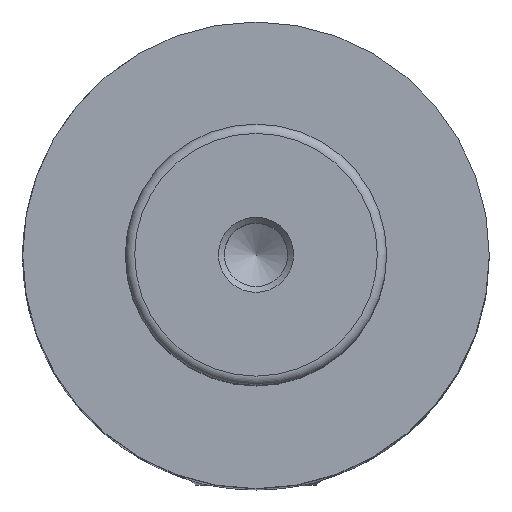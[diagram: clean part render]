
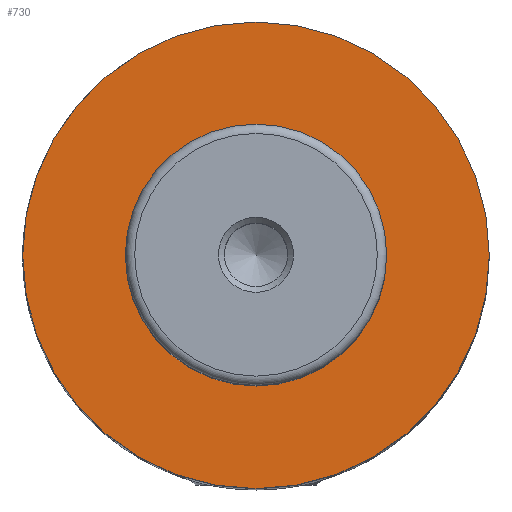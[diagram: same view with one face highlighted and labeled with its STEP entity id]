
A CAD part, top view. The second image highlights one B-rep face of the part: STEP entity #730.
In plain terms, the highlighted planar face has unit normal (0, 0, 1).
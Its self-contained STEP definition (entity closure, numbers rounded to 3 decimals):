
#18=FACE_BOUND('',#236,.T.);
#24=PLANE('',#839);
#192=FACE_OUTER_BOUND('',#235,.T.);
#235=EDGE_LOOP('',(#618,#619));
#236=EDGE_LOOP('',(#620,#621));
#302=CIRCLE('',#829,14.);
#303=CIRCLE('',#830,14.);
#304=CIRCLE('',#832,25.);
#305=CIRCLE('',#833,25.);
#355=VERTEX_POINT('',#1293);
#356=VERTEX_POINT('',#1294);
#357=VERTEX_POINT('',#1299);
#358=VERTEX_POINT('',#1301);
#446=EDGE_CURVE('',#355,#356,#302,.T.);
#447=EDGE_CURVE('',#356,#355,#303,.T.);
#450=EDGE_CURVE('',#357,#358,#304,.T.);
#451=EDGE_CURVE('',#358,#357,#305,.T.);
#618=ORIENTED_EDGE('',*,*,#451,.F.);
#619=ORIENTED_EDGE('',*,*,#450,.F.);
#620=ORIENTED_EDGE('',*,*,#446,.T.);
#621=ORIENTED_EDGE('',*,*,#447,.T.);
#730=ADVANCED_FACE('',(#192,#18),#24,.T.);
#829=AXIS2_PLACEMENT_3D('',#1295,#993,#994);
#830=AXIS2_PLACEMENT_3D('',#1296,#995,#996);
#832=AXIS2_PLACEMENT_3D('',#1302,#1001,#1002);
#833=AXIS2_PLACEMENT_3D('',#1303,#1003,#1004);
#839=AXIS2_PLACEMENT_3D('',#1313,#1017,#1018);
#993=DIRECTION('center_axis',(0.,0.,-1.));
#994=DIRECTION('ref_axis',(-1.,0.,0.));
#995=DIRECTION('center_axis',(0.,0.,-1.));
#996=DIRECTION('ref_axis',(-1.,0.,0.));
#1001=DIRECTION('center_axis',(0.,0.,-1.));
#1002=DIRECTION('ref_axis',(-1.,0.,0.));
#1003=DIRECTION('center_axis',(0.,0.,-1.));
#1004=DIRECTION('ref_axis',(-1.,0.,0.));
#1017=DIRECTION('center_axis',(0.,0.,1.));
#1018=DIRECTION('ref_axis',(1.,0.,0.));
#1293=CARTESIAN_POINT('',(-14.,0.,81.));
#1294=CARTESIAN_POINT('',(14.,0.,81.));
#1295=CARTESIAN_POINT('Origin',(0.,0.,81.));
#1296=CARTESIAN_POINT('Origin',(0.,0.,81.));
#1299=CARTESIAN_POINT('',(25.,0.,81.));
#1301=CARTESIAN_POINT('',(-25.,0.,81.));
#1302=CARTESIAN_POINT('Origin',(0.,0.,81.));
#1303=CARTESIAN_POINT('Origin',(0.,0.,81.));
#1313=CARTESIAN_POINT('Origin',(-20.,0.,81.));
